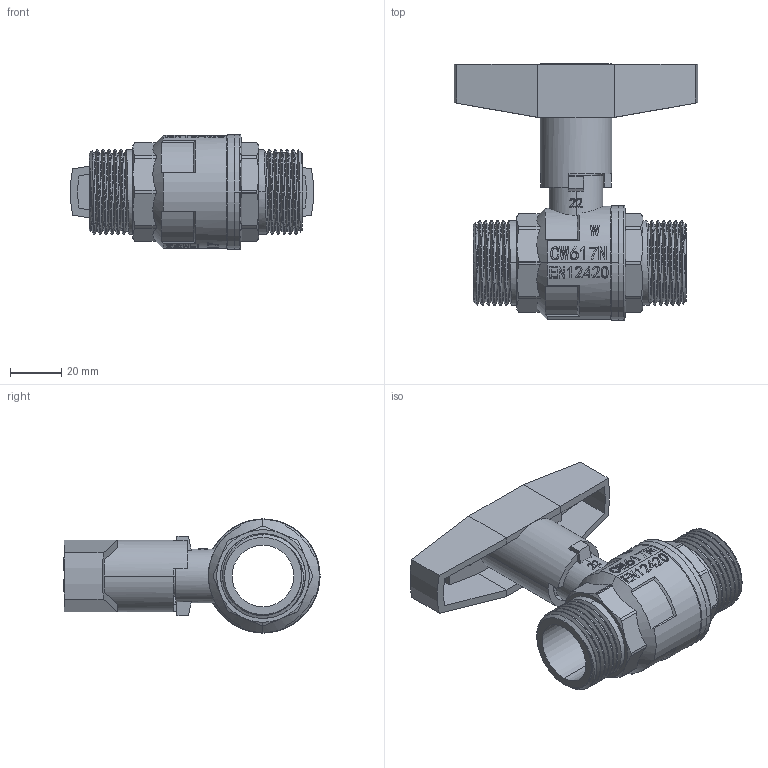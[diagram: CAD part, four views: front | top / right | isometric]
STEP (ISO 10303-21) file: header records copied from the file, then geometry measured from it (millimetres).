
FILE_DESCRIPTION(/* description */ ('Unknown'),/* implementation_level */ '2;1');
FILE_NAME(/* name */ '682-06',/* time_stamp */ '2025-10-09T10:20:32+02:00',/* author */ ('Unknown'),/* organization */ ('Unknown'),/* preprocessor_version */ 'ST-DEVELOPER v20',/* originating_system */ 'Solid Edge',/* authorisation */ 'Unknown');
FILE_SCHEMA (('AUTOMOTIVE_DESIGN {1 0 10303 214 3 1 1}'));
Length unit declared in the file: millimetre
Products named in the file (10): 682-06; 10.33711.G25.0B05-5990_10.33711.G25.0B05-5990; 10.33711.G25.1_10.33711.G25.1B05; 10.33701.G25.4_10.33701.G25.4632; 10.33601.G25.50_10.33601.G25.5032-5990; 94110680-06; VT0801435006-20; VT0801431006-1; VT0801435006-1; VT120017-M10X18-1
Assembly tree (9 placements, depth 3):
  682-06
    10.33711.G25.0B05-5990_10.33711.G25.0B05-5990
    10.33711.G25.1_10.33711.G25.1B05
    10.33701.G25.4_10.33701.G25.4632
    10.33601.G25.50_10.33601.G25.5032-5990
    94110680-06
      VT0801435006-20
      VT0801431006-1
      VT0801435006-1
      VT120017-M10X18-1
Bounding box: 94.77 x 99.75 x 44.5 mm (x, y, z)
Volume: 77116.4 mm3; surface area: 52636 mm2
Topology: 8 solids, 8 shells, 1075 faces, 2860 edges, 1876 vertices
Faces by surface type: plane 475, cylinder 294, bspline 202, cone 82, torus 18, sphere 4
Entity records: 66359 total; most frequent: CARTESIAN_POINT 42150, ORIENTED_EDGE 5720, DIRECTION 3898, EDGE_CURVE 2860, VERTEX_POINT 1876, AXIS2_PLACEMENT_3D 1393, EDGE_LOOP 1168, FACE_BOUND 1168
